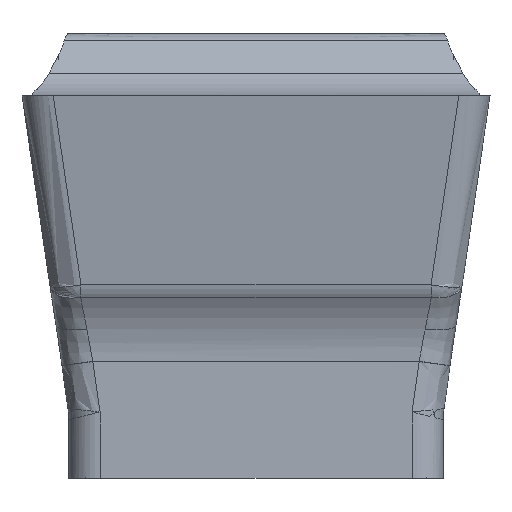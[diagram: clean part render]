
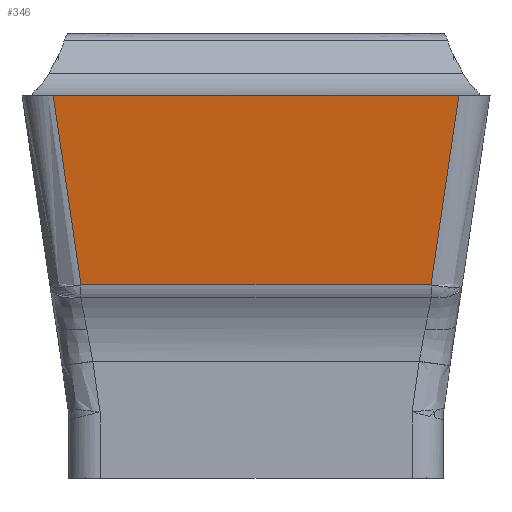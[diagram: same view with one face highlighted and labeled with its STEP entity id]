
A CAD part, front view. The second image highlights one B-rep face of the part: STEP entity #346.
In plain terms, the highlighted planar face has unit normal (0, -0.99, -0.139).
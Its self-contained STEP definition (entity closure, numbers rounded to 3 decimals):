
#253=(
BOUNDED_CURVE()
B_SPLINE_CURVE(1,(#2219,#2220,#2221,#2222),.UNSPECIFIED.,.F.,.F.)
B_SPLINE_CURVE_WITH_KNOTS((2,1,1,2),(0.,0.389,0.611,
1.),.UNSPECIFIED.)
CURVE()
GEOMETRIC_REPRESENTATION_ITEM()
RATIONAL_B_SPLINE_CURVE((1.032,1.032,1.032,
1.032))
REPRESENTATION_ITEM('')
);
#266=PLANE('',#1440);
#346=ADVANCED_FACE('',(#433),#266,.F.);
#433=FACE_OUTER_BOUND('',#499,.T.);
#499=EDGE_LOOP('',(#646,#647,#648,#649));
#646=ORIENTED_EDGE('',*,*,#1073,.T.);
#647=ORIENTED_EDGE('',*,*,#992,.T.);
#648=ORIENTED_EDGE('',*,*,#1071,.F.);
#649=ORIENTED_EDGE('',*,*,#1074,.T.);
#888=VERTEX_POINT('',#1843);
#889=VERTEX_POINT('',#1844);
#956=VERTEX_POINT('',#2201);
#957=VERTEX_POINT('',#2223);
#992=EDGE_CURVE('',#888,#889,#1160,.T.);
#1071=EDGE_CURVE('',#956,#889,#1196,.T.);
#1073=EDGE_CURVE('',#957,#888,#253,.T.);
#1074=EDGE_CURVE('',#956,#957,#1197,.T.);
#1160=LINE('',#1842,#1231);
#1196=LINE('',#2202,#1269);
#1197=LINE('',#2224,#1270);
#1231=VECTOR('',#1507,1.);
#1269=VECTOR('',#1607,1.);
#1270=VECTOR('',#1608,1.);
#1440=AXIS2_PLACEMENT_3D('',#2225,#1609,#1610);
#1507=DIRECTION('',(1.,0.,0.));
#1607=DIRECTION('',(-0.144,0.138,-0.98));
#1608=DIRECTION('',(-1.,0.,0.));
#1609=DIRECTION('',(0.,0.99,0.139));
#1610=DIRECTION('',(1.,0.,0.));
#1842=CARTESIAN_POINT('',(2.23,-5.659,-2.424));
#1843=CARTESIAN_POINT('',(-2.244,-5.659,-2.424));
#1844=CARTESIAN_POINT('',(2.244,-5.659,-2.424));
#2201=CARTESIAN_POINT('',(2.6,-6.,0.));
#2202=CARTESIAN_POINT('',(2.424,-5.831,-1.202));
#2219=CARTESIAN_POINT('',(-3.22,-6.594,4.225));
#2220=CARTESIAN_POINT('',(-2.6,-6.,0.));
#2221=CARTESIAN_POINT('',(-2.247,-5.662,-2.404));
#2222=CARTESIAN_POINT('',(-1.627,-5.068,-6.63));
#2223=CARTESIAN_POINT('',(-2.6,-6.,0.));
#2224=CARTESIAN_POINT('',(0.,-6.,0.));
#2225=CARTESIAN_POINT('',(0.,-6.,0.));
